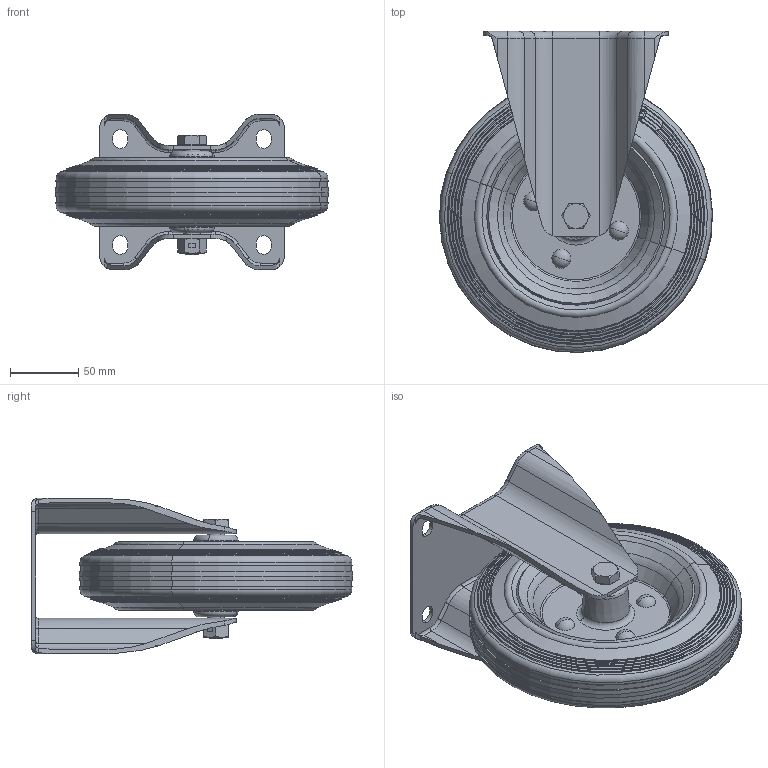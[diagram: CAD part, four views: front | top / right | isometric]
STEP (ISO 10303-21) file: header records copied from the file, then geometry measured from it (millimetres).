
FILE_DESCRIPTION (( 'STEP AP214' ), '1' );
FILE_NAME ('0029350_L-IS-SGS-200-R-3-grau.STEP', '2017-05-08T09:53:33', ( '' ), ( '' ), 'SwSTEP 2.0', 'SolidWorks 2016', '' );
FILE_SCHEMA (( 'AUTOMOTIVE_DESIGN' ));
Length unit declared in the file: millimetre
Products named in the file (1): 0029350_L-IS-SGS-200-R-3-grau
Bounding box: 199.96 x 234.98 x 114 mm (x, y, z)
Volume: 1066001.7 mm3; surface area: 257580.9 mm2
Topology: 21 solids, 21 shells, 541 faces, 1243 edges, 746 vertices
Faces by surface type: plane 136, torus 118, cone 116, cylinder 112, bspline 59
Entity records: 23022 total; most frequent: CARTESIAN_POINT 4902, DIRECTION 2487, ORIENTED_EDGE 2454, EDGE_CURVE 1227, AXIS2_PLACEMENT_3D 1025, VERTEX_POINT 746, EDGE_LOOP 607, UNCERTAINTY_MEASURE_WITH_UNIT 564
